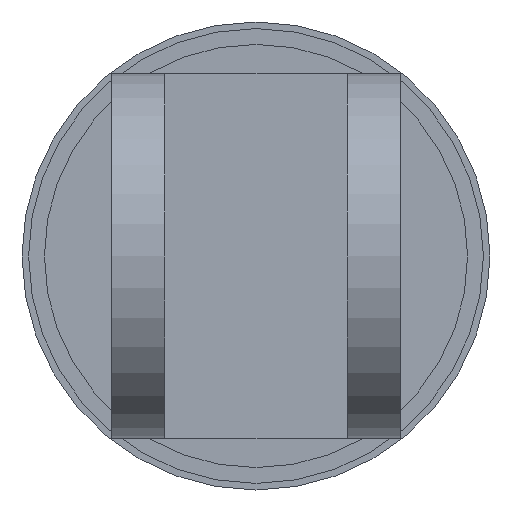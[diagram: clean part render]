
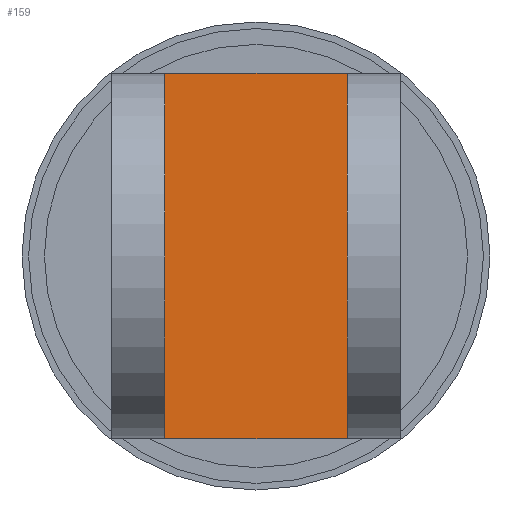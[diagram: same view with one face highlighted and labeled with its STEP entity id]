
A CAD part, left-side view. The second image highlights one B-rep face of the part: STEP entity #159.
In plain terms, the highlighted planar face has unit normal (-1, 0, 0).
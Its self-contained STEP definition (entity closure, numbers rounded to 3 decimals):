
#159=ADVANCED_FACE('',(#654),#653,.T.);
#653=PLANE('',#1864);
#654=FACE_OUTER_BOUND('',#1865,.T.);
#1861=CARTESIAN_POINT('',(40.388,-6.6,196.393));
#1862=DIRECTION('',(-1.,0.,0.));
#1863=DIRECTION('',(0.,1.,0.));
#1864=AXIS2_PLACEMENT_3D('',#1861,#1862,#1863);
#1865=EDGE_LOOP('',(#2171,#2172,#2173,#2174));
#2171=ORIENTED_EDGE('',*,*,#2383,.T.);
#2172=ORIENTED_EDGE('',*,*,#2384,.F.);
#2173=ORIENTED_EDGE('',*,*,#2385,.F.);
#2174=ORIENTED_EDGE('',*,*,#2386,.T.);
#2383=EDGE_CURVE('',#3228,#3229,#3230,.T.);
#2384=EDGE_CURVE('',#3236,#3229,#3237,.T.);
#2385=EDGE_CURVE('',#3243,#3236,#3244,.T.);
#2386=EDGE_CURVE('',#3243,#3228,#3250,.T.);
#3228=VERTEX_POINT('',#3979);
#3229=VERTEX_POINT('',#3980);
#3230=LINE('',#3981,#3982);
#3236=VERTEX_POINT('',#3984);
#3237=LINE('',#3985,#3986);
#3243=VERTEX_POINT('',#3988);
#3244=LINE('',#3989,#3990);
#3250=LINE('',#3992,#3993);
#3979=CARTESIAN_POINT('',(40.388,5.5,172.193));
#3980=CARTESIAN_POINT('',(40.388,-5.5,172.193));
#3981=CARTESIAN_POINT('',(40.388,5.5,172.193));
#3982=VECTOR('',#3983,11.);
#3983=DIRECTION('',(0.,-1.,0.));
#3984=CARTESIAN_POINT('',(40.388,-5.5,194.193));
#3985=CARTESIAN_POINT('',(40.388,-5.5,194.193));
#3986=VECTOR('',#3987,22.);
#3987=DIRECTION('',(0.,0.,-1.));
#3988=CARTESIAN_POINT('',(40.388,5.5,194.193));
#3989=CARTESIAN_POINT('',(40.388,5.5,194.193));
#3990=VECTOR('',#3991,11.);
#3991=DIRECTION('',(0.,-1.,0.));
#3992=CARTESIAN_POINT('',(40.388,5.5,194.193));
#3993=VECTOR('',#3994,22.);
#3994=DIRECTION('',(0.,0.,-1.));
